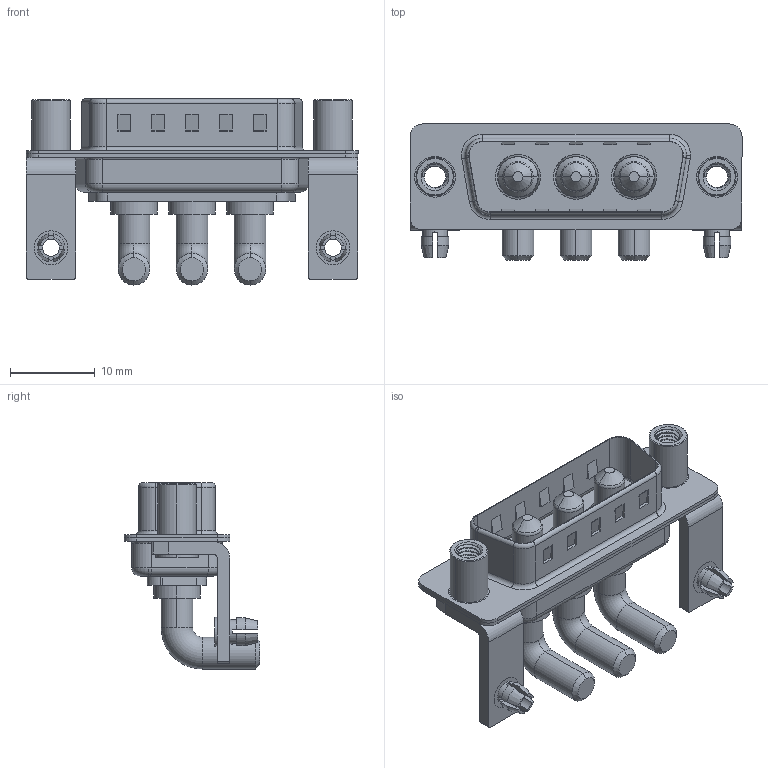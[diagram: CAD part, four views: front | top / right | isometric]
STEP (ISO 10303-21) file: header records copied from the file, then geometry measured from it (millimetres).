
FILE_DESCRIPTION (( 'STEP AP203' ), '1' );
FILE_NAME ('629-3W3-240-4TD.STEP', '2022-05-09T16:32:17', ( '' ), ( '' ), 'SwSTEP 2.0', 'SolidWorks 2020', '' );
FILE_SCHEMA (( 'CONFIG_CONTROL_DESIGN' ));
Length unit declared in the file: millimetre
Products named in the file (8): 629Combo Shell Front_15 Contacts; 629Combo Threaded Standoff_D; Power Pin_40A RA; 629-3W3-240-4TD; 629Combo Board Lock; 629Combo Shell Rear_15 Contacts; 629Combo Stabilizer Bracket; 629Combo Housing_3W3
Assembly tree (12 placements, depth 2):
  629-3W3-240-4TD
    629Combo Housing_3W3
    629Combo Shell Rear_15 Contacts
    629Combo Shell Front_15 Contacts
    629Combo Stabilizer Bracket  x2
    629Combo Board Lock  x2
    629Combo Threaded Standoff_D  x2
    Power Pin_40A RA  x3
Bounding box: 39.2 x 16.05 x 21.98 mm (x, y, z)
Volume: 2890.6 mm3; surface area: 6256 mm2
Topology: 15 solids, 15 shells, 659 faces, 1647 edges, 1044 vertices
Faces by surface type: cylinder 300, plane 239, torus 62, cone 49, bspline 9
Entity records: 16928 total; most frequent: CARTESIAN_POINT 4827, DIRECTION 2411, ORIENTED_EDGE 2294, EDGE_CURVE 1147, AXIS2_PLACEMENT_3D 900, VERTEX_POINT 727, VECTOR 611, LINE 611
